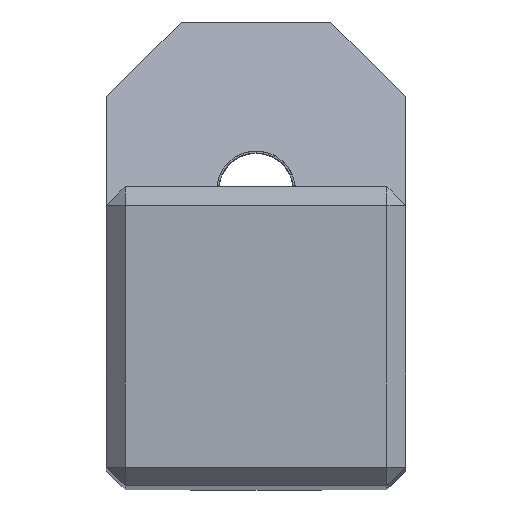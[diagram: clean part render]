
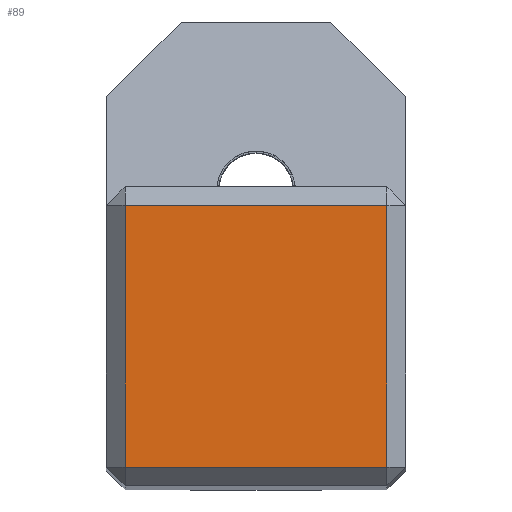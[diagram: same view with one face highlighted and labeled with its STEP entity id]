
A CAD part, top view. The second image highlights one B-rep face of the part: STEP entity #89.
In plain terms, the highlighted planar face has unit normal (0, 0, 1).
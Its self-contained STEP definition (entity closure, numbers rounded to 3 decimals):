
#47=PLANE('',#860);
#89=ADVANCED_FACE('',(#135),#47,.T.);
#135=FACE_OUTER_BOUND('',#180,.T.);
#180=EDGE_LOOP('',(#499,#500,#501,#502));
#272=LINE('',#1453,#354);
#273=LINE('',#1456,#355);
#274=LINE('',#1458,#356);
#275=LINE('',#1460,#357);
#354=VECTOR('',#1011,1.);
#355=VECTOR('',#1012,1.);
#356=VECTOR('',#1013,1.);
#357=VECTOR('',#1014,1.);
#499=ORIENTED_EDGE('',*,*,#761,.T.);
#500=ORIENTED_EDGE('',*,*,#762,.T.);
#501=ORIENTED_EDGE('',*,*,#763,.T.);
#502=ORIENTED_EDGE('',*,*,#764,.T.);
#668=VERTEX_POINT('',#1454);
#669=VERTEX_POINT('',#1455);
#670=VERTEX_POINT('',#1457);
#671=VERTEX_POINT('',#1459);
#761=EDGE_CURVE('',#668,#669,#272,.T.);
#762=EDGE_CURVE('',#669,#670,#273,.T.);
#763=EDGE_CURVE('',#670,#671,#274,.T.);
#764=EDGE_CURVE('',#671,#668,#275,.T.);
#860=AXIS2_PLACEMENT_3D('',#1461,#1015,#1016);
#1011=DIRECTION('',(1.,0.,0.));
#1012=DIRECTION('',(0.,1.,0.));
#1013=DIRECTION('',(-1.,0.,0.));
#1014=DIRECTION('',(0.,-1.,0.));
#1015=DIRECTION('',(0.,0.,1.));
#1016=DIRECTION('',(0.,-1.,0.));
#1453=CARTESIAN_POINT('',(0.,1.,0.));
#1454=CARTESIAN_POINT('',(-15.,1.,0.));
#1455=CARTESIAN_POINT('',(-1.,1.,0.));
#1456=CARTESIAN_POINT('',(-1.,0.,0.));
#1457=CARTESIAN_POINT('',(-1.,15.,0.));
#1458=CARTESIAN_POINT('',(0.,15.,0.));
#1459=CARTESIAN_POINT('',(-15.,15.,0.));
#1460=CARTESIAN_POINT('',(-15.,0.,0.));
#1461=CARTESIAN_POINT('',(0.,0.,0.));
